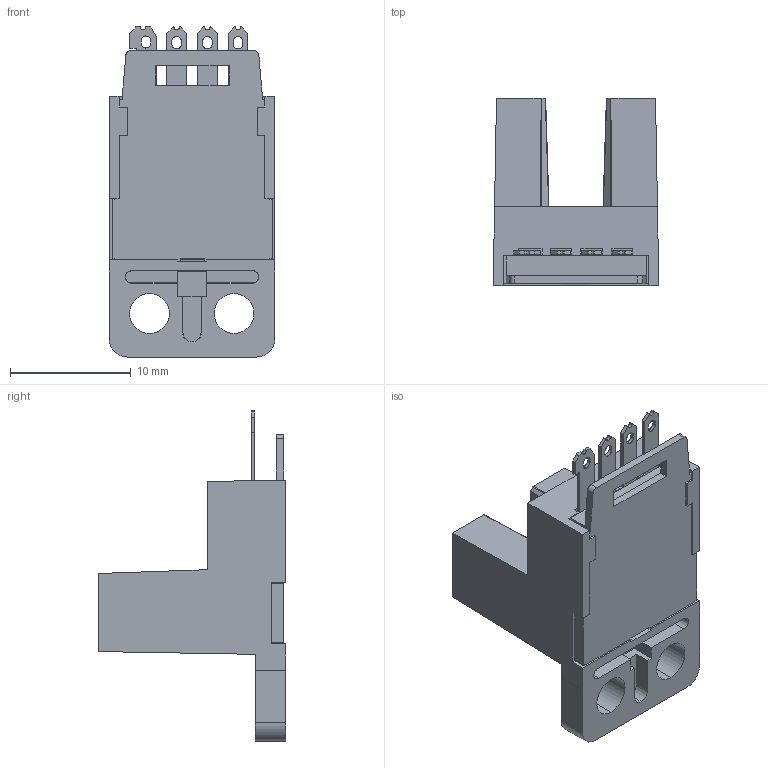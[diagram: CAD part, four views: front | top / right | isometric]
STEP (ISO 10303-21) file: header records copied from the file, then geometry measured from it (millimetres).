
FILE_DESCRIPTION (( 'STEP AP214' ), '1' );
FILE_NAME ('PXSLSY-307NA-E_3D.STEP', '2022-10-27T20:55:51', ( '' ), ( '' ), 'SwSTEP 2.0', 'SolidWorks 2022', '' );
FILE_SCHEMA (( 'AUTOMOTIVE_DESIGN' ));
Length unit declared in the file: inch
Products named in the file (1): PXSLSY-307NA-E_3D
Bounding box: 13.7 x 15.5 x 27.3 mm (x, y, z)
Volume: 1947.6 mm3; surface area: 1709.6 mm2
Topology: 1 solids, 1 shells, 217 faces, 626 edges, 416 vertices
Faces by surface type: plane 177, cylinder 36, cone 4
Entity records: 7105 total; most frequent: CARTESIAN_POINT 1311, ORIENTED_EDGE 1252, DIRECTION 1109, EDGE_CURVE 626, LINE 545, VECTOR 545, VERTEX_POINT 416, AXIS2_PLACEMENT_3D 282
